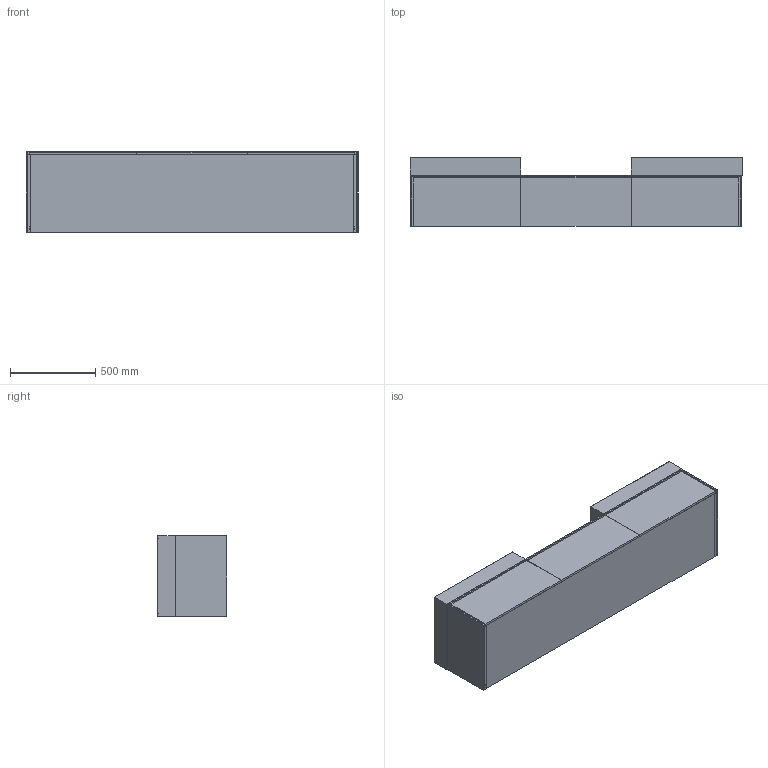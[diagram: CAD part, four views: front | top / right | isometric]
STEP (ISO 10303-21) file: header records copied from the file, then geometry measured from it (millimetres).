
FILE_DESCRIPTION (( 'STEP AP214' ), '1' );
FILE_NAME ('SCA5-1950.STEP', '2020-06-26T09:14:46', ( 'User' ), ( '' ), 'SwSTEP 2.0', 'SolidWorks 2019', '' );
FILE_SCHEMA (( 'AUTOMOTIVE_DESIGN' ));
Length unit declared in the file: millimetre
Products named in the file (2): SCA5-1950
Bounding box: 1950 x 406 x 470 mm (x, y, z)
Volume: 96137098 mm3; surface area: 13027897.8 mm2
Topology: 27 solids, 27 shells, 598 faces, 1476 edges, 936 vertices
Faces by surface type: plane 328, cylinder 138, bspline 96, torus 32, cone 4
Entity records: 28829 total; most frequent: CARTESIAN_POINT 15431, ORIENTED_EDGE 2936, DIRECTION 2322, EDGE_CURVE 1468, VERTEX_POINT 936, LINE 818, VECTOR 818, AXIS2_PLACEMENT_3D 752
